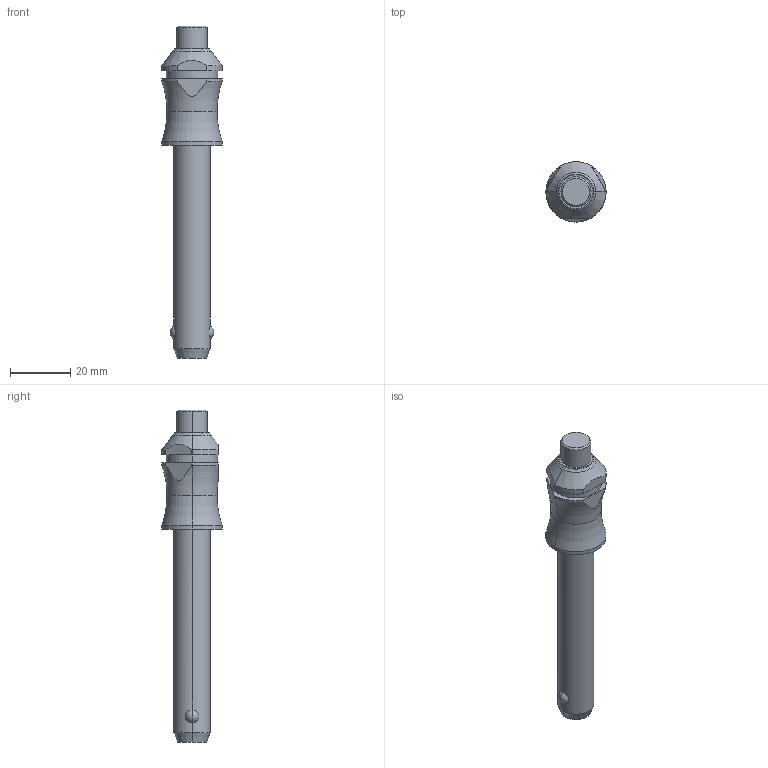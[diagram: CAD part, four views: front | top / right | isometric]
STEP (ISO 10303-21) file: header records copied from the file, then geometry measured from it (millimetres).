
FILE_DESCRIPTION(('STEP AP214'),'1');
FILE_NAME('HALDERN_EH_22370_0072.stp','2018-02-07T15:27:43',('TraceParts'),('TraceParts S.A.'),'Spatial InterOp 3D',' ',' ');
FILE_SCHEMA(('automotive_design'));
Length unit declared in the file: millimetre
Products named in the file (1): HALDERN_EH_22370_0072
Bounding box: 20 x 20 x 110.1 mm (x, y, z)
Volume: 16266.2 mm3; surface area: 5243.1 mm2
Topology: 1 solids, 1 shells, 48 faces, 111 edges, 69 vertices
Faces by surface type: cylinder 18, plane 12, cone 8, torus 6, sphere 4
Entity records: 2010 total; most frequent: CARTESIAN_POINT 492, DIRECTION 256, ORIENTED_EDGE 222, EDGE_CURVE 111, AXIS2_PLACEMENT_3D 108, VERTEX_POINT 69, CIRCLE 59, EDGE_LOOP 52
